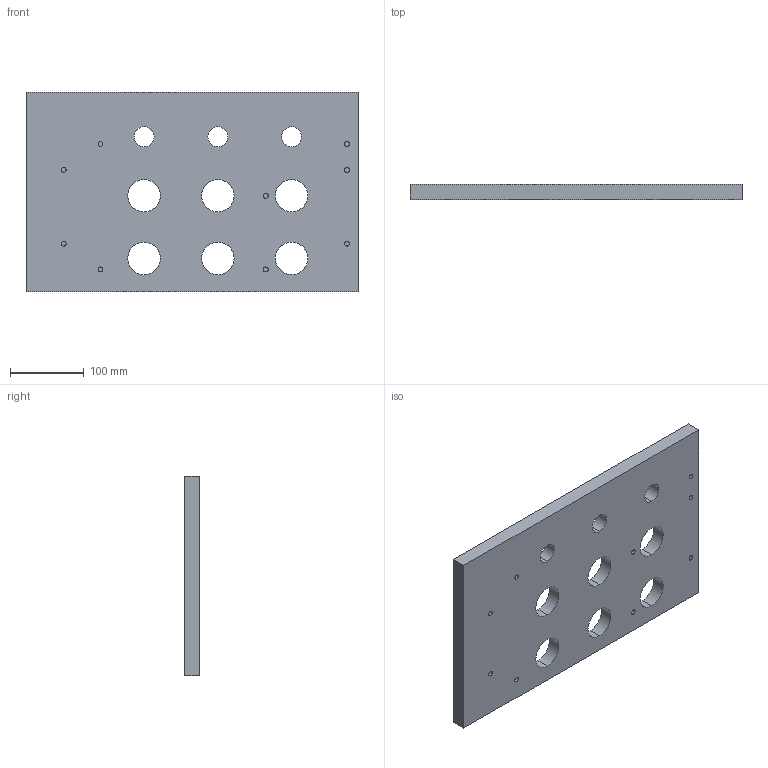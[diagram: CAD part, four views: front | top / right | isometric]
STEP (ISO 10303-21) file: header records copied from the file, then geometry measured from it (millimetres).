
FILE_DESCRIPTION (( 'STEP AP203' ), '1' );
FILE_NAME ('ºó°å2¹ý¶É.STEP', '2021-11-29T02:35:53', ( '' ), ( '' ), 'SwSTEP 2.0', 'SolidWorks 2018', '' );
FILE_SCHEMA (( 'CONFIG_CONTROL_DESIGN' ));
Length unit declared in the file: millimetre
Products named in the file (1): 綴啣2徹傾
Bounding box: 450 x 20 x 270 mm (x, y, z)
Volume: 2082249.9 mm3; surface area: 276387.2 mm2
Topology: 1 solids, 1 shells, 114 faces, 252 edges, 168 vertices
Faces by surface type: cylinder 76, plane 38
Entity records: 3341 total; most frequent: DIRECTION 634, CARTESIAN_POINT 535, ORIENTED_EDGE 504, AXIS2_PLACEMENT_3D 267, EDGE_CURVE 252, VERTEX_POINT 168, EDGE_LOOP 160, CIRCLE 152
